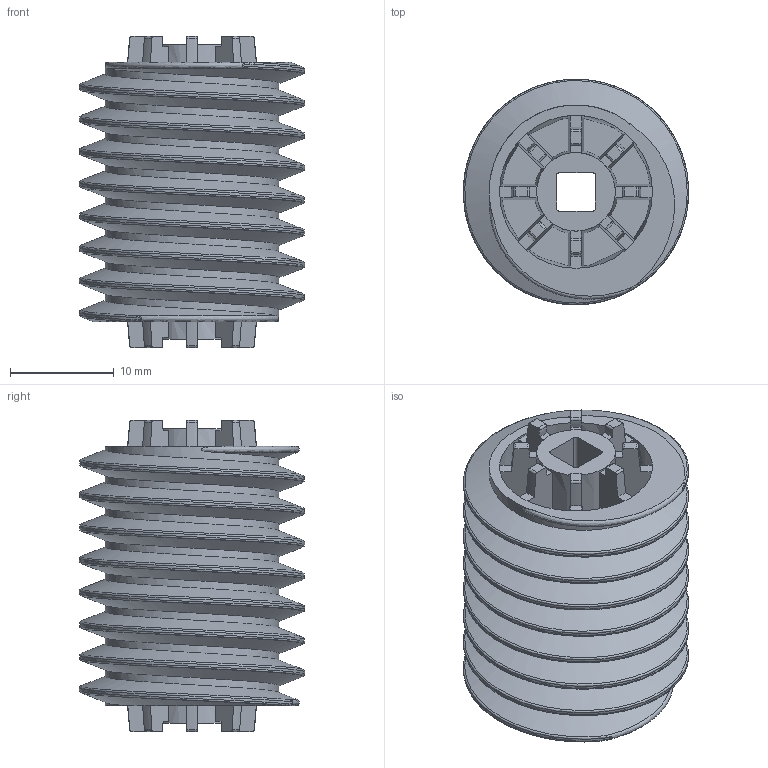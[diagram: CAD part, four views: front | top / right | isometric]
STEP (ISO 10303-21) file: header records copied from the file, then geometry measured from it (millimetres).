
FILE_DESCRIPTION(/* description */ (''),/* implementation_level */ '2;1');
FILE_NAME(/* name */ 'WG30_v2080802',/* time_stamp */ '2019-08-08T17:19:42+08:00',/* author */ (''),/* organization */ (''),/* preprocessor_version */ 'ST-DEVELOPER v9',/* originating_system */ 'UGS - NX 4.0',/* authorisation */ '');
FILE_SCHEMA (('AUTOMOTIVE_DESIGN { 1 0 10303 214 1 1 1 1 }'));
Length unit declared in the file: millimetre
Products named in the file (1): nov4A6Ewrke
Bounding box: 21.72 x 21.73 x 30 mm (x, y, z)
Volume: 5433.8 mm3; surface area: 6774.8 mm2
Topology: 1 solids, 1 shells, 207 faces, 605 edges, 402 vertices
Faces by surface type: plane 110, torus 34, cone 25, cylinder 22, bspline 16
Entity records: 12347 total; most frequent: CARTESIAN_POINT 7135, ORIENTED_EDGE 1198, DIRECTION 994, EDGE_CURVE 599, AXIS2_PLACEMENT_3D 421, VERTEX_POINT 399, EDGE_LOOP 214, B_SPLINE_CURVE_WITH_KNOTS 214
